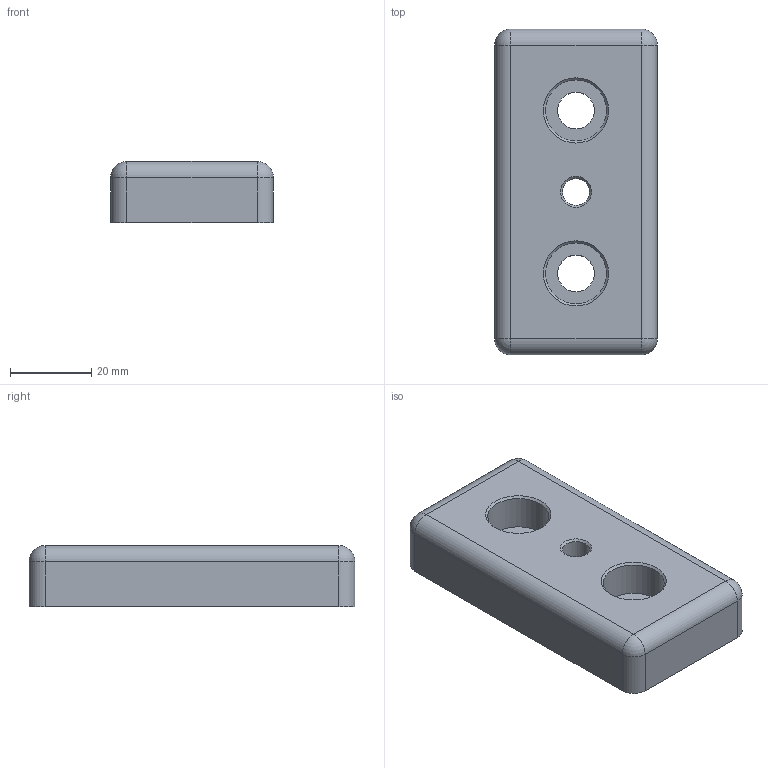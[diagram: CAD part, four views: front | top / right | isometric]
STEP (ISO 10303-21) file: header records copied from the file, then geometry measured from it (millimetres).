
FILE_DESCRIPTION(/* description */ ('KriTec Transport- u.Fußplatte 8 Zn 80x40x15 M8'),/* implementation_level */ '2;1');
FILE_NAME(/* name */ '12180_KriTec_Transport-_u_Fußplatte_8_Zn_80x40x15_M8.stp',/* time_stamp */ '2021-05-12T10:44:57+02:00',/* author */ ('Nell'),/* organization */ (''),/* preprocessor_version */ 'ST-DEVELOPER v17',/* originating_system */ 'Autodesk Inventor 2018',/* authorisation */ '');
FILE_SCHEMA (('AUTOMOTIVE_DESIGN { 1 0 10303 214 3 1 1 }'));
Length unit declared in the file: millimetre
Products named in the file (1): 12180
Bounding box: 40 x 80 x 15 mm (x, y, z)
Volume: 42533.2 mm3; surface area: 10606.3 mm2
Topology: 1 solids, 1 shells, 28 faces, 66 edges, 38 vertices
Faces by surface type: cylinder 13, plane 8, sphere 4, cone 3
Full cylindrical faces by diameter (mm): 6.647 x1, 9 x2, 15 x2
Entity records: 831 total; most frequent: DIRECTION 154, CARTESIAN_POINT 129, ORIENTED_EDGE 124, AXIS2_PLACEMENT_3D 63, EDGE_CURVE 62, VERTEX_POINT 38, EDGE_LOOP 36, CIRCLE 34
